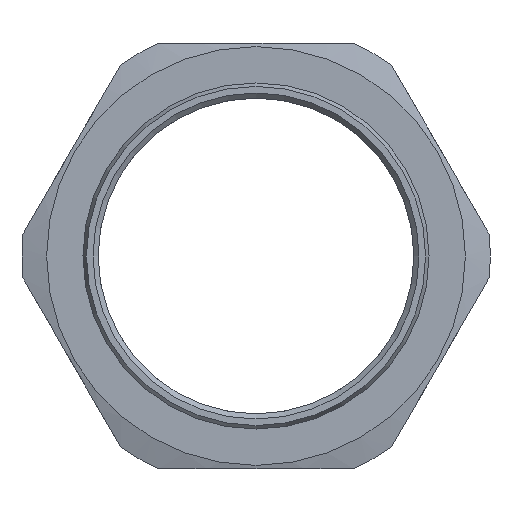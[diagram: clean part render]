
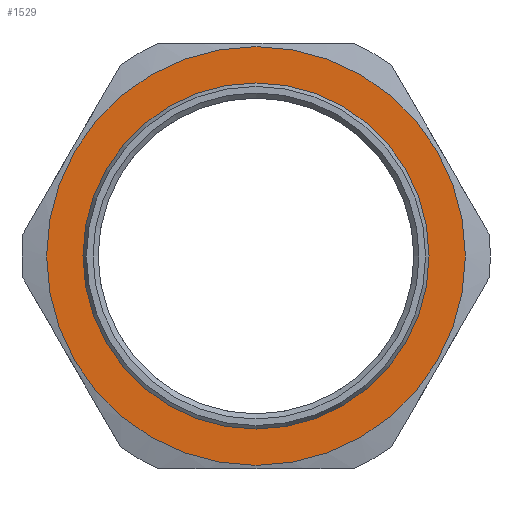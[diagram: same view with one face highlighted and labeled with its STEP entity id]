
A CAD part, left-side view. The second image highlights one B-rep face of the part: STEP entity #1529.
In plain terms, the highlighted planar face has unit normal (-1, 0, 0).
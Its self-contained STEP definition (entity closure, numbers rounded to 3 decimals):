
#11 = CARTESIAN_POINT ( 'NONE',  ( 24.3, 0., 0. ) ) ;
#21 = AXIS2_PLACEMENT_3D ( 'NONE', #1241, #433, #1371 ) ;
#299 = PLANE ( 'NONE',  #21 ) ;
#300 = AXIS2_PLACEMENT_3D ( 'NONE', #11, #1508, #431 ) ;
#381 = EDGE_LOOP ( 'NONE', ( #1634 ) ) ;
#421 = CARTESIAN_POINT ( 'NONE',  ( 24.3, 0., -60.5 ) ) ;
#431 = DIRECTION ( 'NONE',  ( 0., 0., -1. ) ) ;
#433 = DIRECTION ( 'NONE',  ( 1., 0., 0. ) ) ;
#566 = CIRCLE ( 'NONE', #300, 60.5 ) ;
#665 = VERTEX_POINT ( 'NONE', #811 ) ;
#778 = EDGE_LOOP ( 'NONE', ( #1057 ) ) ;
#811 = CARTESIAN_POINT ( 'NONE',  ( 24.3, 0., -50. ) ) ;
#832 = VERTEX_POINT ( 'NONE', #421 ) ;
#838 = EDGE_CURVE ( 'NONE', #832, #832, #566, .T. ) ;
#884 = FACE_OUTER_BOUND ( 'NONE', #381, .T. ) ;
#941 = FACE_BOUND ( 'NONE', #778, .T. ) ;
#1057 = ORIENTED_EDGE ( 'NONE', *, *, #1398, .T. ) ;
#1099 = DIRECTION ( 'NONE',  ( 1., 0., 0. ) ) ;
#1226 = CARTESIAN_POINT ( 'NONE',  ( 24.3, 0., 0. ) ) ;
#1241 = CARTESIAN_POINT ( 'NONE',  ( 24.3, 50., 0. ) ) ;
#1297 = AXIS2_PLACEMENT_3D ( 'NONE', #1226, #1099, #1472 ) ;
#1371 = DIRECTION ( 'NONE',  ( 0., 0., -1. ) ) ;
#1398 = EDGE_CURVE ( 'NONE', #665, #665, #1585, .T. ) ;
#1472 = DIRECTION ( 'NONE',  ( 0., 0., -1. ) ) ;
#1508 = DIRECTION ( 'NONE',  ( 1., 0., 0. ) ) ;
#1529 = ADVANCED_FACE ( 'NONE', ( #884, #941 ), #299, .F. ) ;
#1585 = CIRCLE ( 'NONE', #1297, 50. ) ;
#1634 = ORIENTED_EDGE ( 'NONE', *, *, #838, .F. ) ;
